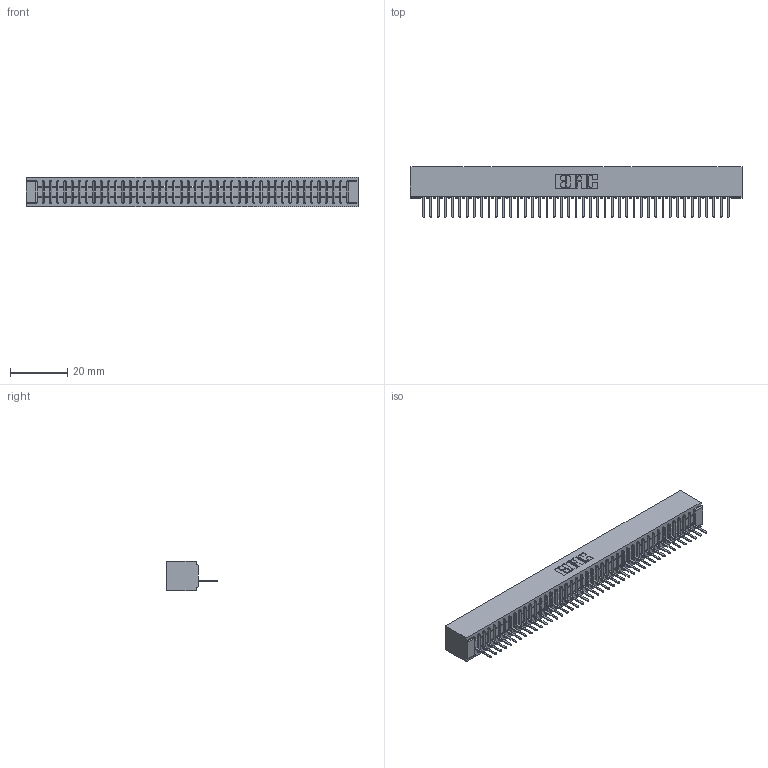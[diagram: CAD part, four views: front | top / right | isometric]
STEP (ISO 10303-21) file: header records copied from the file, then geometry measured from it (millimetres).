
FILE_DESCRIPTION (( 'STEP AP203' ), '1' );
FILE_NAME ('391-043-521-101.STEP', '2018-08-09T02:02:48', ( '' ), ( '' ), 'SwSTEP 2.0', 'SolidWorks 2016', '' );
FILE_SCHEMA (( 'CONFIG_CONTROL_DESIGN' ));
Length unit declared in the file: inch
Products named in the file (3): 391-043-521-101; 341 Part_No Mounting Lugs; 341-292-001_341-292-121
Assembly tree (44 placements, depth 2):
  391-043-521-101
    341 Part_No Mounting Lugs
    341-292-001_341-292-121  x43
Bounding box: 116.2 x 17.7 x 10.16 mm (x, y, z)
Volume: 8542.8 mm3; surface area: 13906.5 mm2
Topology: 44 solids, 44 shells, 3634 faces, 10483 edges, 6726 vertices
Faces by surface type: plane 2257, cylinder 1205, sphere 88, torus 84
Entity records: 50252 total; most frequent: CARTESIAN_POINT 8538, ORIENTED_EDGE 8526, DIRECTION 8239, EDGE_CURVE 4263, VECTOR 3449, LINE 3449, VERTEX_POINT 2694, AXIS2_PLACEMENT_3D 2395
